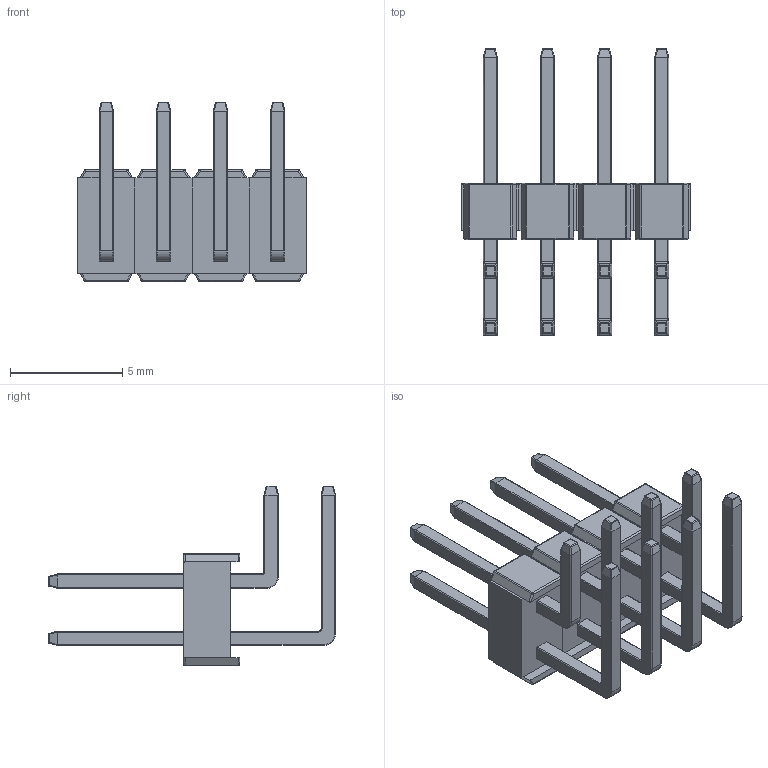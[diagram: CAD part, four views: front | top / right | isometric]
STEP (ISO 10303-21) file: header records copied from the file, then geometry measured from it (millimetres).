
FILE_DESCRIPTION (( 'STEP AP214' ), '1' );
FILE_NAME ('PH2RA 08 UA.STEP', '2019-04-17T14:29:45', ( '' ), ( '' ), 'SwSTEP 2.0', 'SolidWorks 2014', '' );
FILE_SCHEMA (( 'AUTOMOTIVE_DESIGN' ));
Length unit declared in the file: millimetre
Products named in the file (1): PH2RA 08 UA
Bounding box: 10.16 x 12.76 x 8 mm (x, y, z)
Volume: 153.1 mm3; surface area: 607.4 mm2
Topology: 20 solids, 20 shells, 824 faces, 1968 edges, 1120 vertices
Faces by surface type: cylinder 384, plane 280, torus 64, sphere 64, bspline 32
Entity records: 23489 total; most frequent: CARTESIAN_POINT 5257, ORIENTED_EDGE 3808, DIRECTION 3794, EDGE_CURVE 1904, AXIS2_PLACEMENT_3D 1385, VERTEX_POINT 1120, LINE 1024, VECTOR 1024
